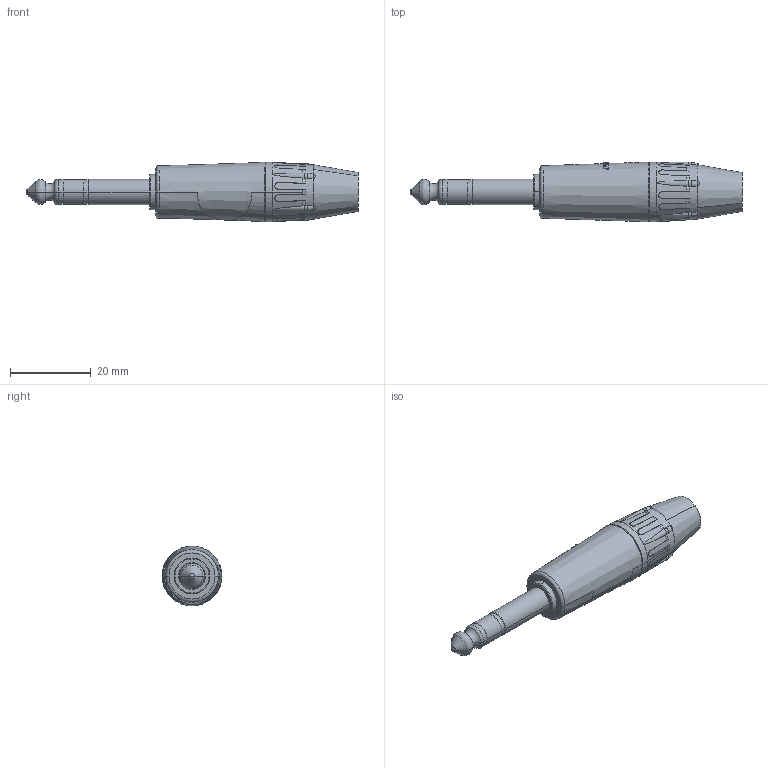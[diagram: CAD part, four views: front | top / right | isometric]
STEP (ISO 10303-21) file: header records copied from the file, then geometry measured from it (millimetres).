
FILE_DESCRIPTION((''),'2;1');
FILE_NAME('RP3C','2021-04-25T',('xhp'),(''),'PRO/ENGINEER BY PARAMETRIC TECHNOLOGY CORPORATION, 2013040','PRO/ENGINEER BY PARAMETRIC TECHNOLOGY CORPORATION, 2013040','');
FILE_SCHEMA(('CONFIG_CONTROL_DESIGN'));
Length unit declared in the file: millimetre
Products named in the file (1): RP3C
Bounding box: 82.42 x 14.8 x 14.8 mm (x, y, z)
Volume: 8052.9 mm3; surface area: 4564.2 mm2
Topology: 1 solids, 24 shells, 320 faces, 793 edges, 530 vertices
Faces by surface type: plane 154, cylinder 74, cone 62, torus 13, extrusion 8, bspline 7, sphere 2
Entity records: 10733 total; most frequent: CARTESIAN_POINT 3265, ORIENTED_EDGE 1578, DIRECTION 1482, EDGE_CURVE 789, AXIS2_PLACEMENT_3D 597, VERTEX_POINT 530, EDGE_LOOP 341, FACE_OUTER_BOUND 320
